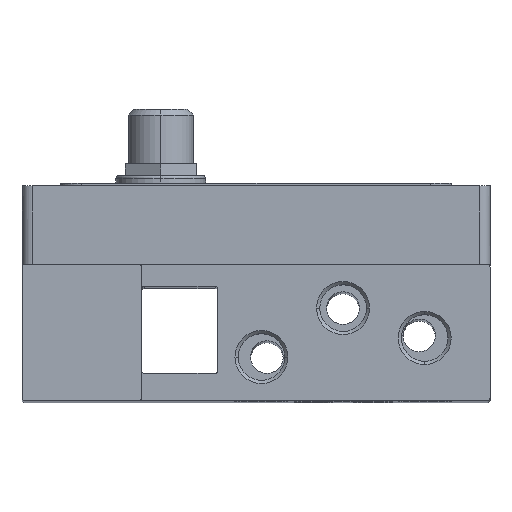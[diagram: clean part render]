
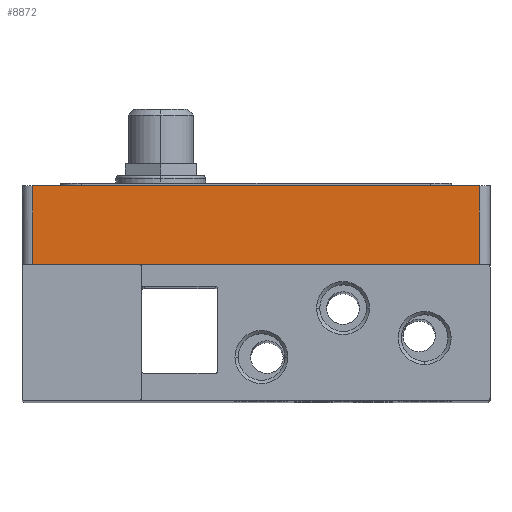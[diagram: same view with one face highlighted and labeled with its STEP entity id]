
A CAD part, top view. The second image highlights one B-rep face of the part: STEP entity #8872.
In plain terms, the highlighted planar face has unit normal (0, 0, 1).
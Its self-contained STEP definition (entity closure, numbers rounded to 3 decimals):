
#228 = PLANE ( 'NONE',  #7146 ) ;
#351 = EDGE_CURVE ( 'NONE', #819, #2584, #11288, .T. ) ;
#476 = VERTEX_POINT ( 'NONE', #8521 ) ;
#819 = VERTEX_POINT ( 'NONE', #8424 ) ;
#986 = DIRECTION ( 'NONE',  ( 1., 0., 0. ) ) ;
#1708 = VECTOR ( 'NONE', #11035, 1000. ) ;
#2584 = VERTEX_POINT ( 'NONE', #6148 ) ;
#2752 = VECTOR ( 'NONE', #986, 1000. ) ;
#2758 = CARTESIAN_POINT ( 'NONE',  ( 2., 39.5, 20.5 ) ) ;
#2857 = EDGE_CURVE ( 'NONE', #2584, #476, #10073, .T. ) ;
#4424 = CARTESIAN_POINT ( 'NONE',  ( 2., 39.5, 20.5 ) ) ;
#4846 = CARTESIAN_POINT ( 'NONE',  ( 84., 39.5, 20.5 ) ) ;
#4933 = ORIENTED_EDGE ( 'NONE', *, *, #8761, .T. ) ;
#6148 = CARTESIAN_POINT ( 'NONE',  ( 84., 39.5, 20.5 ) ) ;
#6160 = ORIENTED_EDGE ( 'NONE', *, *, #13354, .F. ) ;
#6556 = DIRECTION ( 'NONE',  ( -1., 0., 0. ) ) ;
#7146 = AXIS2_PLACEMENT_3D ( 'NONE', #4424, #8605, #6556 ) ;
#7371 = LINE ( 'NONE', #11309, #2752 ) ;
#7448 = CARTESIAN_POINT ( 'NONE',  ( 2., 39.5, 20.5 ) ) ;
#8146 = CARTESIAN_POINT ( 'NONE',  ( 2., 25., 20.5 ) ) ;
#8361 = EDGE_LOOP ( 'NONE', ( #11351, #8948, #6160, #4933 ) ) ;
#8424 = CARTESIAN_POINT ( 'NONE',  ( 2., 39.5, 20.5 ) ) ;
#8521 = CARTESIAN_POINT ( 'NONE',  ( 84., 25., 20.5 ) ) ;
#8605 = DIRECTION ( 'NONE',  ( 0., 0., -1. ) ) ;
#8761 = EDGE_CURVE ( 'NONE', #11698, #476, #7371, .T. ) ;
#8872 = ADVANCED_FACE ( 'NONE', ( #9646 ), #228, .F. ) ;
#8948 = ORIENTED_EDGE ( 'NONE', *, *, #351, .F. ) ;
#9033 = DIRECTION ( 'NONE',  ( 0., -1., 0. ) ) ;
#9646 = FACE_OUTER_BOUND ( 'NONE', #8361, .T. ) ;
#10073 = LINE ( 'NONE', #4846, #12410 ) ;
#11035 = DIRECTION ( 'NONE',  ( 1., 0., 0. ) ) ;
#11288 = LINE ( 'NONE', #2758, #1708 ) ;
#11309 = CARTESIAN_POINT ( 'NONE',  ( 85.5, 25., 20.5 ) ) ;
#11351 = ORIENTED_EDGE ( 'NONE', *, *, #2857, .F. ) ;
#11499 = VECTOR ( 'NONE', #13586, 1000. ) ;
#11514 = LINE ( 'NONE', #7448, #11499 ) ;
#11698 = VERTEX_POINT ( 'NONE', #8146 ) ;
#12410 = VECTOR ( 'NONE', #9033, 1000. ) ;
#13354 = EDGE_CURVE ( 'NONE', #11698, #819, #11514, .T. ) ;
#13586 = DIRECTION ( 'NONE',  ( 0., 1., 0. ) ) ;
